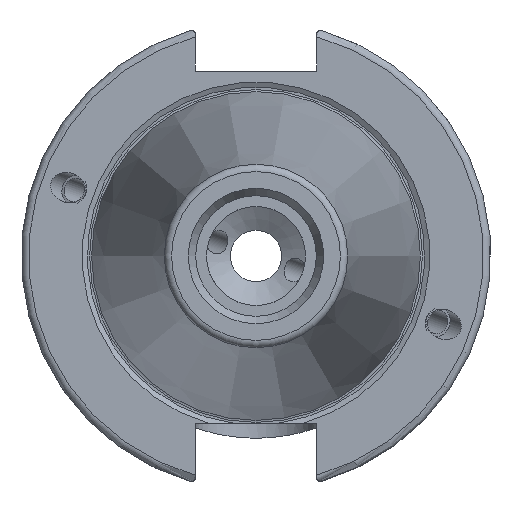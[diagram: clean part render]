
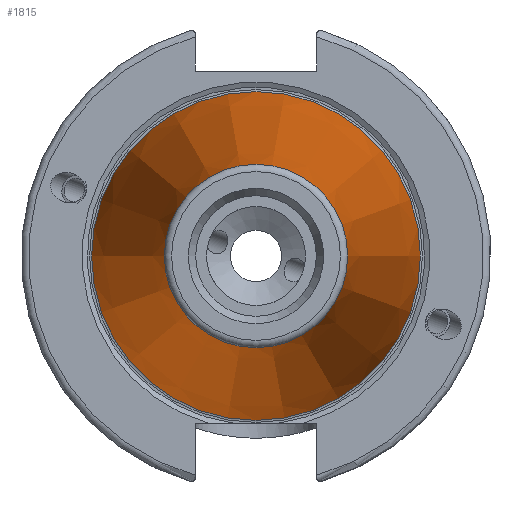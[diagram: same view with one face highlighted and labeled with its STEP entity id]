
A CAD part, left-side view. The second image highlights one B-rep face of the part: STEP entity #1815.
In plain terms, the highlighted conical face has half-angle 8.297 degrees and reference radius 17.248 mm.
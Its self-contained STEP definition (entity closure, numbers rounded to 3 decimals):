
#148=CONICAL_SURFACE('',#2055,17.248,0.145);
#217=FACE_OUTER_BOUND('',#318,.T.);
#318=EDGE_LOOP('',(#1559,#1560,#1561,#1562,#1563,#1564,#1565));
#417=LINE('',#3470,#499);
#499=VECTOR('',#2567,17.248);
#617=CIRCLE('',#2046,12.397);
#618=CIRCLE('',#2047,12.397);
#622=CIRCLE('',#2051,12.397);
#625=CIRCLE('',#2056,22.225);
#626=CIRCLE('',#2057,22.225);
#822=VERTEX_POINT('',#3449);
#823=VERTEX_POINT('',#3450);
#824=VERTEX_POINT('',#3452);
#829=VERTEX_POINT('',#3466);
#830=VERTEX_POINT('',#3467);
#1084=EDGE_CURVE('',#822,#823,#617,.T.);
#1085=EDGE_CURVE('',#823,#824,#618,.T.);
#1089=EDGE_CURVE('',#824,#822,#622,.T.);
#1092=EDGE_CURVE('',#829,#830,#625,.T.);
#1093=EDGE_CURVE('',#830,#829,#626,.T.);
#1094=EDGE_CURVE('',#830,#823,#417,.T.);
#1559=ORIENTED_EDGE('',*,*,#1092,.F.);
#1560=ORIENTED_EDGE('',*,*,#1093,.F.);
#1561=ORIENTED_EDGE('',*,*,#1094,.T.);
#1562=ORIENTED_EDGE('',*,*,#1084,.F.);
#1563=ORIENTED_EDGE('',*,*,#1089,.F.);
#1564=ORIENTED_EDGE('',*,*,#1085,.F.);
#1565=ORIENTED_EDGE('',*,*,#1094,.F.);
#1815=ADVANCED_FACE('',(#217),#148,.T.);
#2046=AXIS2_PLACEMENT_3D('',#3451,#2543,#2544);
#2047=AXIS2_PLACEMENT_3D('',#3453,#2545,#2546);
#2051=AXIS2_PLACEMENT_3D('',#3459,#2553,#2554);
#2055=AXIS2_PLACEMENT_3D('',#3465,#2561,#2562);
#2056=AXIS2_PLACEMENT_3D('',#3468,#2563,#2564);
#2057=AXIS2_PLACEMENT_3D('',#3469,#2565,#2566);
#2543=DIRECTION('center_axis',(-1.,0.,0.));
#2544=DIRECTION('ref_axis',(0.,-1.,0.));
#2545=DIRECTION('center_axis',(-1.,0.,0.));
#2546=DIRECTION('ref_axis',(0.,-1.,0.));
#2553=DIRECTION('center_axis',(-1.,0.,0.));
#2554=DIRECTION('ref_axis',(0.,-1.,0.));
#2561=DIRECTION('center_axis',(1.,0.,0.));
#2562=DIRECTION('ref_axis',(0.,1.,0.));
#2563=DIRECTION('center_axis',(1.,0.,0.));
#2564=DIRECTION('ref_axis',(0.,0.,-1.));
#2565=DIRECTION('center_axis',(1.,0.,0.));
#2566=DIRECTION('ref_axis',(0.,0.,-1.));
#2567=DIRECTION('',(-0.99,0.144,0.));
#3449=CARTESIAN_POINT('',(-67.394,12.397,0.));
#3450=CARTESIAN_POINT('',(-67.394,-12.397,0.));
#3451=CARTESIAN_POINT('Origin',(-67.394,0.,0.));
#3452=CARTESIAN_POINT('',(-67.394,0.,12.397));
#3453=CARTESIAN_POINT('Origin',(-67.394,0.,0.));
#3459=CARTESIAN_POINT('Origin',(-67.394,0.,0.));
#3465=CARTESIAN_POINT('Origin',(-34.125,0.,0.));
#3466=CARTESIAN_POINT('',(0.,22.225,0.));
#3467=CARTESIAN_POINT('',(0.,-22.225,0.));
#3468=CARTESIAN_POINT('Origin',(0.,0.,0.));
#3469=CARTESIAN_POINT('Origin',(0.,0.,0.));
#3470=CARTESIAN_POINT('',(-34.125,-17.248,0.));
